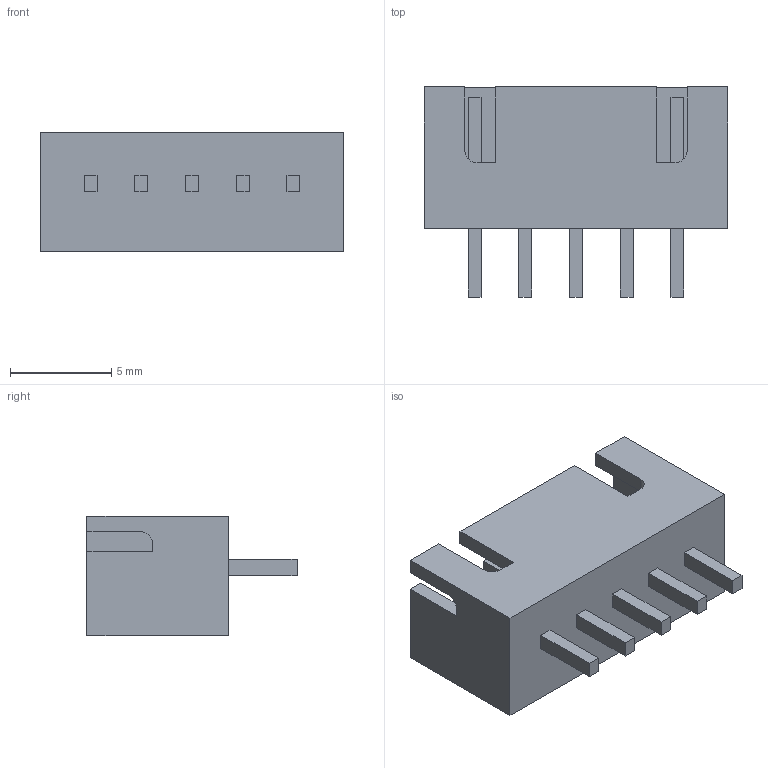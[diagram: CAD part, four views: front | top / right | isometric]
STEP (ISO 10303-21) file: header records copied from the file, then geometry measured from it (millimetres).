
FILE_DESCRIPTION (( 'STEP AP214' ), '1' );
FILE_NAME ('Conector P2.54mm 5P Male.step', '2025-07-17T03:11:25', ( '' ), ( '' ), 'SwSTEP 2.0', 'SolidWorks 2018', '' );
FILE_SCHEMA (( 'AUTOMOTIVE_DESIGN' ));
Length unit declared in the file: millimetre
Products named in the file (1): Conector P2.54mm 5P Male
Bounding box: 15 x 10.4 x 5.9 mm (x, y, z)
Volume: 275.2 mm3; surface area: 799.6 mm2
Topology: 1 solids, 1 shells, 74 faces, 186 edges, 124 vertices
Faces by surface type: plane 71, cylinder 3
Entity records: 3024 total; most frequent: CARTESIAN_POINT 385, ORIENTED_EDGE 372, DIRECTION 342, EDGE_CURVE 186, VECTOR 180, LINE 180, VERTEX_POINT 124, EDGE_LOOP 84
